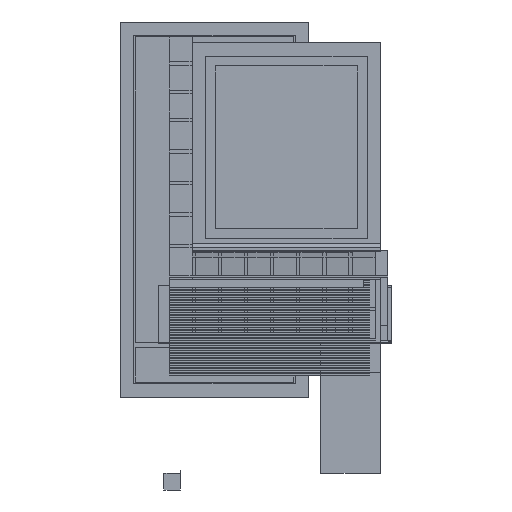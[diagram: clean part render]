
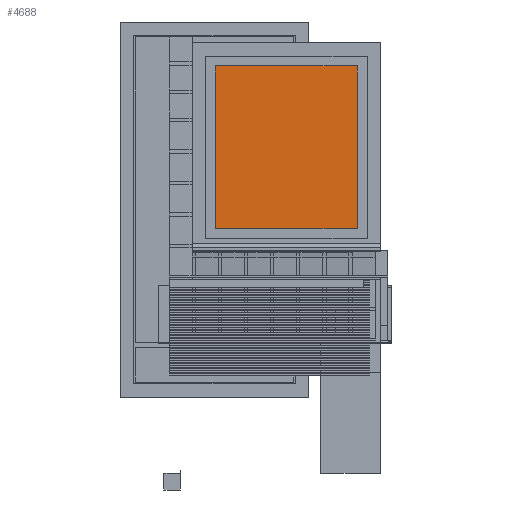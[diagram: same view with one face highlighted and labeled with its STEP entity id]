
A CAD part, left-side view. The second image highlights one B-rep face of the part: STEP entity #4688.
In plain terms, the highlighted planar face has unit normal (-1, 0, 0).
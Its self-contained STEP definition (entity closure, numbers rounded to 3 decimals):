
#4688=ADVANCED_FACE('',(#8415),#8416,.F.);
#8415=FACE_OUTER_BOUND('',#12335,.T.);
#8416=PLANE('',#12336);
#12335=EDGE_LOOP('',(#20427,#20428,#20429,#20430));
#12336=AXIS2_PLACEMENT_3D('',#20431,#20432,#20433);
#20427=ORIENTED_EDGE('',*,*,#21746,.T.);
#20428=ORIENTED_EDGE('',*,*,#21419,.T.);
#20429=ORIENTED_EDGE('',*,*,#23376,.T.);
#20430=ORIENTED_EDGE('',*,*,#22783,.T.);
#20431=CARTESIAN_POINT('',(669.,-577.451,717.5));
#20432=DIRECTION('',(1.0,0.,0.0));
#20433=DIRECTION('',(0.0,0.0,-1.0));
#21419=EDGE_CURVE('',#25113,#25114,#25115,.T.);
#21746=EDGE_CURVE('',#25647,#25113,#25648,.T.);
#22783=EDGE_CURVE('',#27169,#25647,#27170,.T.);
#23376=EDGE_CURVE('',#25114,#27169,#27928,.T.);
#25113=VERTEX_POINT('',#30216);
#25114=VERTEX_POINT('',#30217);
#25115=LINE('',#30218,#30219);
#25647=VERTEX_POINT('',#30996);
#25648=LINE('',#30997,#30998);
#27169=VERTEX_POINT('',#33242);
#27170=LINE('',#33243,#33244);
#27928=LINE('',#34358,#34359);
#30216=CARTESIAN_POINT('',(669.,-577.451,717.5));
#30217=CARTESIAN_POINT('',(669.,-577.451,1347.5));
#30218=CARTESIAN_POINT('',(669.,-577.451,717.5));
#30219=VECTOR('',#35843,50.0);
#30996=CARTESIAN_POINT('',(669.,-49.951,717.5));
#30997=CARTESIAN_POINT('',(669.,-49.951,717.5));
#30998=VECTOR('',#36089,50.0);
#33242=CARTESIAN_POINT('',(669.,-49.951,1347.5));
#33243=CARTESIAN_POINT('',(669.,-49.951,1347.5));
#33244=VECTOR('',#36837,50.0);
#34358=CARTESIAN_POINT('',(669.,-577.451,1347.5));
#34359=VECTOR('',#37203,50.0);
#35843=DIRECTION('',(0.0,0.0,1.0));
#36089=DIRECTION('',(0.,-1.0,0.0));
#36837=DIRECTION('',(0.0,0.0,-1.0));
#37203=DIRECTION('',(0.,1.0,0.0));
